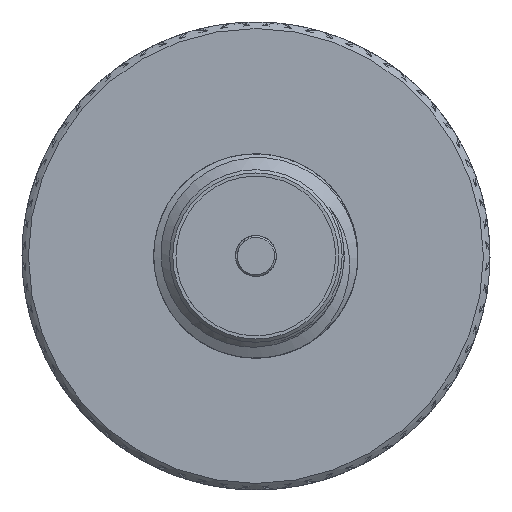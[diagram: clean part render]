
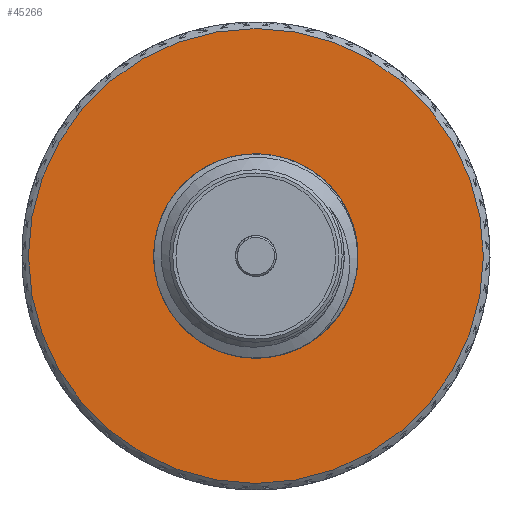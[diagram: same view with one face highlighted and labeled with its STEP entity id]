
A CAD part, left-side view. The second image highlights one B-rep face of the part: STEP entity #45266.
In plain terms, the highlighted planar face has unit normal (-1, 0.001, 0).
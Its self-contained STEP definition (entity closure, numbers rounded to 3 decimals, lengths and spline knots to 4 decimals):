
#11051=ORIENTED_EDGE('',*,*,#18496,.T.);
#11052=ORIENTED_EDGE('',*,*,#18497,.T.);
#18496=EDGE_CURVE('',#22291,#22291,#23772,.F.);
#18497=EDGE_CURVE('',#22292,#22292,#23773,.T.);
#22291=VERTEX_POINT('',#64602);
#22292=VERTEX_POINT('',#64605);
#23772=CIRCLE('',#47228,7.05);
#23773=CIRCLE('',#47230,2.675);
#24869=EDGE_LOOP('',(#11051));
#24870=EDGE_LOOP('',(#11052));
#27126=FACE_BOUND('',#24869,.T.);
#27127=FACE_BOUND('',#24870,.T.);
#28797=PLANE('',#47229);
#45266=ADVANCED_FACE('',(#27126,#27127),#28797,.F.);
#47228=AXIS2_PLACEMENT_3D('',#64601,#49662,#49663);
#47229=AXIS2_PLACEMENT_3D('',#64603,#49664,#49665);
#47230=AXIS2_PLACEMENT_3D('',#64604,#49666,#49667);
#49662=DIRECTION('',(1.,-0.001,0.));
#49663=DIRECTION('',(0.,0.001,-1.));
#49664=DIRECTION('',(1.,-0.001,0.));
#49665=DIRECTION('',(0.,0.001,-1.));
#49666=DIRECTION('',(1.,-0.001,0.));
#49667=DIRECTION('',(0.,0.001,-1.));
#64601=CARTESIAN_POINT('',(-8.8545,0.0044,10.1159));
#64602=CARTESIAN_POINT('',(-8.8545,0.008,3.0659));
#64603=CARTESIAN_POINT('',(-8.8545,0.0058,7.4409));
#64604=CARTESIAN_POINT('',(-8.8545,0.0044,10.1159));
#64605=CARTESIAN_POINT('',(-8.8545,0.0058,7.4409));
